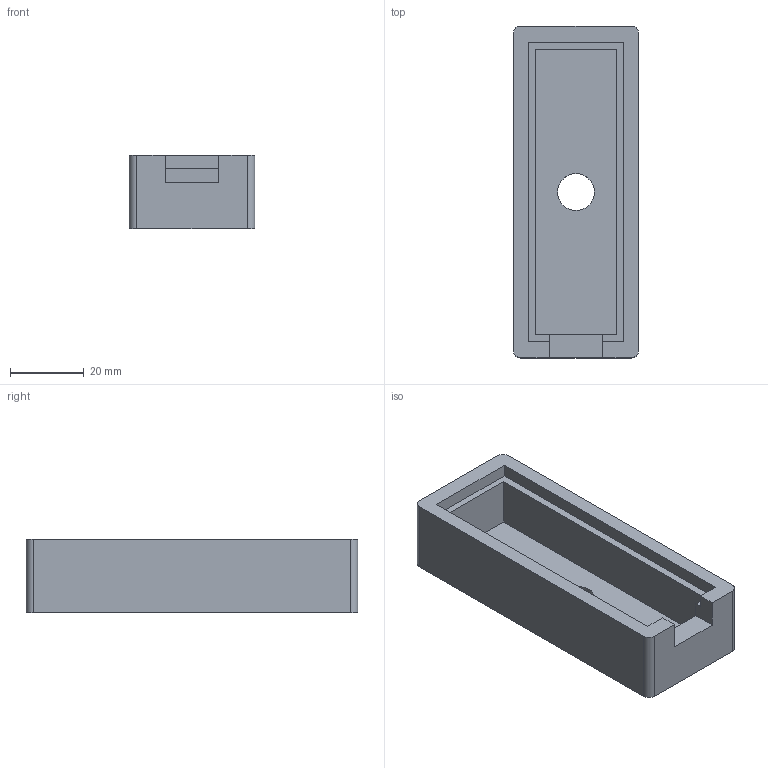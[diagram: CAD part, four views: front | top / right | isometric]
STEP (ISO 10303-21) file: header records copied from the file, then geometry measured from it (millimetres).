
FILE_DESCRIPTION(('FreeCAD Model'),'2;1');
FILE_NAME('Open CASCADE Shape Model','2025-06-30T16:48:12',(''),(''), 'Open CASCADE STEP processor 7.8','FreeCAD','Unknown');
FILE_SCHEMA(('AUTOMOTIVE_DESIGN { 1 0 10303 214 1 1 1 1 }'));
Length unit declared in the file: millimetre
Products named in the file (1): BottomHolePocket
Bounding box: 34 x 90 x 20 mm (x, y, z)
Volume: 30019.4 mm3; surface area: 14232.1 mm2
Topology: 1 solids, 1 shells, 25 faces, 69 edges, 46 vertices
Faces by surface type: plane 20, cylinder 5
Full cylindrical faces by diameter (mm): 10 x1
Entity records: 819 total; most frequent: CARTESIAN_POINT 141, ORIENTED_EDGE 138, DIRECTION 131, EDGE_CURVE 69, LINE 59, VECTOR 59, VERTEX_POINT 46, AXIS2_PLACEMENT_3D 36
